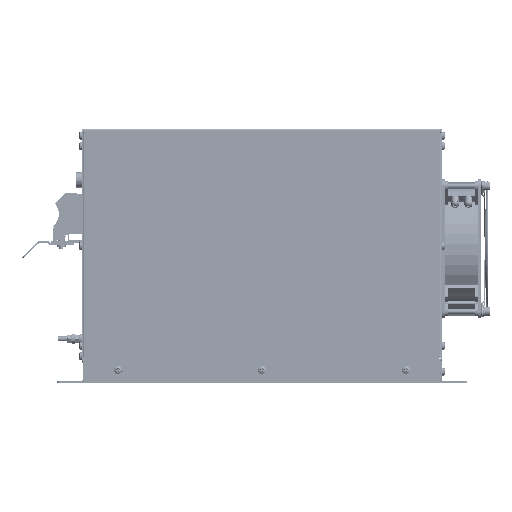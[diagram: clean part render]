
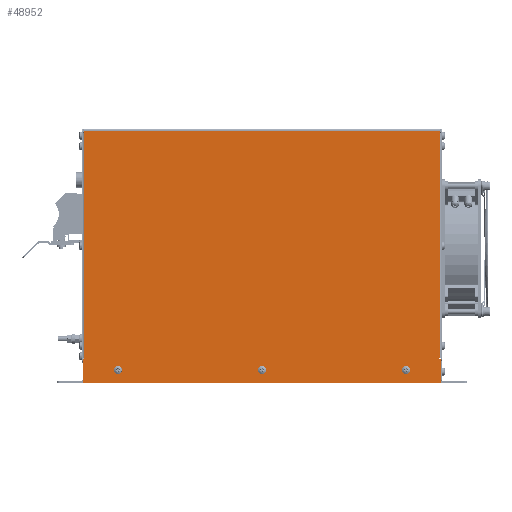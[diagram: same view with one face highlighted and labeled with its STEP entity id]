
A CAD part, left-side view. The second image highlights one B-rep face of the part: STEP entity #48952.
In plain terms, the highlighted face is planar.
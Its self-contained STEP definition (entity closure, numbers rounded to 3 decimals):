
#2681=LINE('',#72582,#7584);
#2690=LINE('',#72606,#7593);
#2695=LINE('',#72615,#7598);
#2696=LINE('',#72619,#7599);
#2700=LINE('',#72626,#7603);
#2716=LINE('',#72664,#7619);
#2717=LINE('',#72666,#7620);
#2718=LINE('',#72668,#7621);
#2719=LINE('',#72670,#7622);
#2720=LINE('',#72672,#7623);
#2721=LINE('',#72674,#7624);
#2722=LINE('',#72676,#7625);
#2723=LINE('',#72678,#7626);
#2724=LINE('',#72679,#7627);
#7584=VECTOR('',#58344,218.);
#7593=VECTOR('',#58373,2.5);
#7598=VECTOR('',#58380,0.5);
#7599=VECTOR('',#58383,1.6);
#7603=VECTOR('',#58389,1.);
#7619=VECTOR('',#58421,24.);
#7620=VECTOR('',#58422,348.);
#7621=VECTOR('',#58423,24.);
#7622=VECTOR('',#58424,1.6);
#7623=VECTOR('',#58425,1.);
#7624=VECTOR('',#58426,0.5);
#7625=VECTOR('',#58427,218.);
#7626=VECTOR('',#58428,2.5);
#7627=VECTOR('',#58429,345.8);
#11706=PLANE('',#51872);
#13237=FACE_BOUND('',#17249,.T.);
#13238=FACE_BOUND('',#17250,.T.);
#13239=FACE_BOUND('',#17251,.T.);
#14331=FACE_OUTER_BOUND('',#17248,.T.);
#17248=EDGE_LOOP('',(#36361,#36362,#36363,#36364,#36365,#36366,#36367,#36368,
#36369,#36370,#36371,#36372,#36373,#36374));
#17249=EDGE_LOOP('',(#36375));
#17250=EDGE_LOOP('',(#36376));
#17251=EDGE_LOOP('',(#36377));
#20134=CIRCLE('',#51797,2.5);
#20138=CIRCLE('',#51803,2.5);
#20142=CIRCLE('',#51809,2.5);
#22517=VERTEX_POINT('',#72393);
#22521=VERTEX_POINT('',#72403);
#22525=VERTEX_POINT('',#72413);
#22584=VERTEX_POINT('',#72579);
#22585=VERTEX_POINT('',#72581);
#22590=VERTEX_POINT('',#72605);
#22593=VERTEX_POINT('',#72613);
#22594=VERTEX_POINT('',#72617);
#22595=VERTEX_POINT('',#72618);
#22611=VERTEX_POINT('',#72663);
#22612=VERTEX_POINT('',#72665);
#22613=VERTEX_POINT('',#72667);
#22614=VERTEX_POINT('',#72669);
#22615=VERTEX_POINT('',#72671);
#22616=VERTEX_POINT('',#72673);
#22617=VERTEX_POINT('',#72675);
#22618=VERTEX_POINT('',#72677);
#27749=EDGE_CURVE('',#22517,#22517,#20134,.T.);
#27753=EDGE_CURVE('',#22521,#22521,#20138,.T.);
#27757=EDGE_CURVE('',#22525,#22525,#20142,.T.);
#27838=EDGE_CURVE('',#22585,#22584,#2681,.T.);
#27850=EDGE_CURVE('',#22590,#22585,#2690,.T.);
#27855=EDGE_CURVE('',#22584,#22593,#2695,.T.);
#27856=EDGE_CURVE('',#22594,#22595,#2696,.T.);
#27860=EDGE_CURVE('',#22593,#22594,#2700,.T.);
#27879=EDGE_CURVE('',#22595,#22611,#2716,.T.);
#27880=EDGE_CURVE('',#22611,#22612,#2717,.T.);
#27881=EDGE_CURVE('',#22613,#22612,#2718,.T.);
#27882=EDGE_CURVE('',#22613,#22614,#2719,.T.);
#27883=EDGE_CURVE('',#22614,#22615,#2720,.T.);
#27884=EDGE_CURVE('',#22615,#22616,#2721,.T.);
#27885=EDGE_CURVE('',#22616,#22617,#2722,.T.);
#27886=EDGE_CURVE('',#22617,#22618,#2723,.T.);
#27887=EDGE_CURVE('',#22618,#22590,#2724,.T.);
#36361=ORIENTED_EDGE('',*,*,#27856,.T.);
#36362=ORIENTED_EDGE('',*,*,#27879,.T.);
#36363=ORIENTED_EDGE('',*,*,#27880,.T.);
#36364=ORIENTED_EDGE('',*,*,#27881,.F.);
#36365=ORIENTED_EDGE('',*,*,#27882,.T.);
#36366=ORIENTED_EDGE('',*,*,#27883,.T.);
#36367=ORIENTED_EDGE('',*,*,#27884,.T.);
#36368=ORIENTED_EDGE('',*,*,#27885,.T.);
#36369=ORIENTED_EDGE('',*,*,#27886,.T.);
#36370=ORIENTED_EDGE('',*,*,#27887,.T.);
#36371=ORIENTED_EDGE('',*,*,#27850,.T.);
#36372=ORIENTED_EDGE('',*,*,#27838,.T.);
#36373=ORIENTED_EDGE('',*,*,#27855,.T.);
#36374=ORIENTED_EDGE('',*,*,#27860,.T.);
#36375=ORIENTED_EDGE('',*,*,#27749,.T.);
#36376=ORIENTED_EDGE('',*,*,#27753,.T.);
#36377=ORIENTED_EDGE('',*,*,#27757,.T.);
#48952=ADVANCED_FACE('',(#14331,#13237,#13238,#13239),#11706,.T.);
#51797=AXIS2_PLACEMENT_3D('',#72394,#58169,#58170);
#51803=AXIS2_PLACEMENT_3D('',#72404,#58181,#58182);
#51809=AXIS2_PLACEMENT_3D('',#72414,#58193,#58194);
#51872=AXIS2_PLACEMENT_3D('',#72662,#58419,#58420);
#58169=DIRECTION('center_axis',(0.,1.,0.));
#58170=DIRECTION('ref_axis',(1.,0.,0.));
#58181=DIRECTION('center_axis',(0.,1.,0.));
#58182=DIRECTION('ref_axis',(1.,0.,0.));
#58193=DIRECTION('center_axis',(0.,1.,0.));
#58194=DIRECTION('ref_axis',(1.,0.,0.));
#58344=DIRECTION('',(0.,0.,-1.));
#58373=DIRECTION('',(0.,0.,-1.));
#58380=DIRECTION('',(1.,0.,0.));
#58383=DIRECTION('',(-1.,0.,0.));
#58389=DIRECTION('',(0.,0.,-1.));
#58419=DIRECTION('center_axis',(0.,-1.,0.));
#58420=DIRECTION('ref_axis',(1.,0.,0.));
#58421=DIRECTION('',(0.,0.,-1.));
#58422=DIRECTION('',(1.,0.,0.));
#58423=DIRECTION('',(0.,0.,-1.));
#58424=DIRECTION('',(-1.,0.,0.));
#58425=DIRECTION('',(0.,0.,1.));
#58426=DIRECTION('',(1.,0.,0.));
#58427=DIRECTION('',(0.,0.,1.));
#58428=DIRECTION('',(0.,0.,1.));
#58429=DIRECTION('',(-1.,0.,0.));
#72393=CARTESIAN_POINT('',(142.5,-116.,-233.5));
#72394=CARTESIAN_POINT('Origin',(140.,-116.,-233.5));
#72403=CARTESIAN_POINT('',(2.5,-116.,-233.5));
#72404=CARTESIAN_POINT('Origin',(0.,-116.,-233.5));
#72413=CARTESIAN_POINT('',(-137.5,-116.,-233.5));
#72414=CARTESIAN_POINT('Origin',(-140.,-116.,-233.5));
#72579=CARTESIAN_POINT('',(-172.9,-116.,-221.5));
#72581=CARTESIAN_POINT('',(-172.9,-116.,-3.5));
#72582=CARTESIAN_POINT('',(-172.9,-116.,-172.06));
#72605=CARTESIAN_POINT('',(-172.9,-116.,-1.));
#72606=CARTESIAN_POINT('',(-172.9,-116.,-172.06));
#72613=CARTESIAN_POINT('',(-172.4,-116.,-221.5));
#72615=CARTESIAN_POINT('',(-86.2,-116.,-221.5));
#72617=CARTESIAN_POINT('',(-172.4,-116.,-222.5));
#72618=CARTESIAN_POINT('',(-174.,-116.,-222.5));
#72619=CARTESIAN_POINT('',(-87.,-116.,-222.5));
#72626=CARTESIAN_POINT('',(-172.4,-116.,-172.56));
#72662=CARTESIAN_POINT('Origin',(0.,-116.,
-122.619));
#72663=CARTESIAN_POINT('',(-174.,-116.,-246.5));
#72664=CARTESIAN_POINT('',(-174.,-116.,3.524));
#72665=CARTESIAN_POINT('',(174.,-116.,-246.5));
#72666=CARTESIAN_POINT('',(-174.,-116.,-246.5));
#72667=CARTESIAN_POINT('',(174.,-116.,-222.5));
#72668=CARTESIAN_POINT('',(174.,-116.,3.524));
#72669=CARTESIAN_POINT('',(172.4,-116.,-222.5));
#72670=CARTESIAN_POINT('',(87.,-116.,-222.5));
#72671=CARTESIAN_POINT('',(172.4,-116.,-221.5));
#72672=CARTESIAN_POINT('',(172.4,-116.,-172.56));
#72673=CARTESIAN_POINT('',(172.9,-116.,-221.5));
#72674=CARTESIAN_POINT('',(86.2,-116.,-221.5));
#72675=CARTESIAN_POINT('',(172.9,-116.,-3.5));
#72676=CARTESIAN_POINT('',(172.9,-116.,-172.06));
#72677=CARTESIAN_POINT('',(172.9,-116.,-1.));
#72678=CARTESIAN_POINT('',(172.9,-116.,-172.06));
#72679=CARTESIAN_POINT('',(0.,-116.,-1.));
